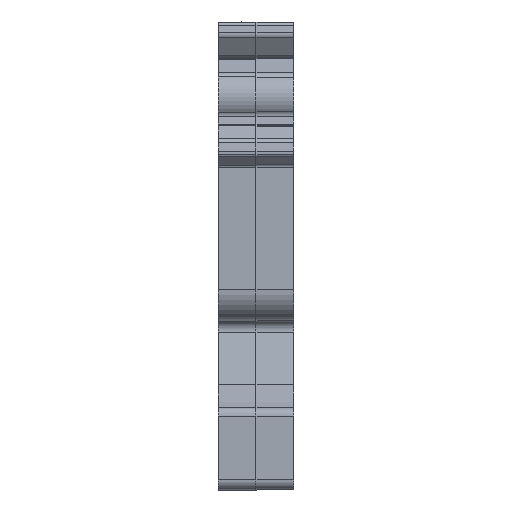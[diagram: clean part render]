
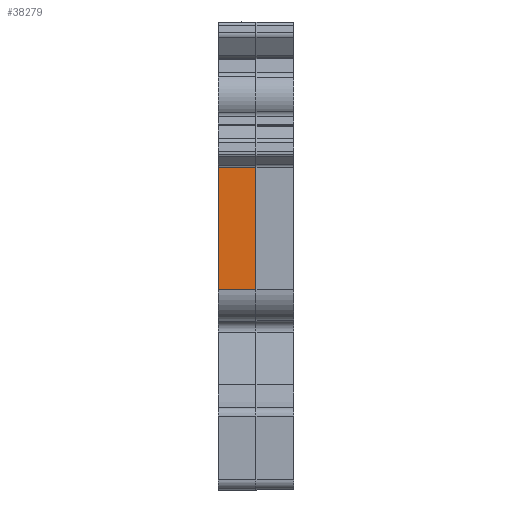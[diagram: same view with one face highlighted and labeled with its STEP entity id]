
A CAD part, left-side view. The second image highlights one B-rep face of the part: STEP entity #38279.
In plain terms, the highlighted planar face has unit normal (-1, 0, 0).
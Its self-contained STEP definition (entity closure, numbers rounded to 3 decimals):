
#672 = ORIENTED_EDGE ( 'NONE', *, *, #753, .T. ) ;
#680 = CARTESIAN_POINT ( 'NONE',  ( -59.2, 3., 8.734 ) ) ;
#753 = EDGE_CURVE ( 'NONE', #37521, #19073, #4164, .T. ) ;
#1651 = EDGE_CURVE ( 'NONE', #37521, #39963, #27621, .T. ) ;
#2043 = ORIENTED_EDGE ( 'NONE', *, *, #44888, .F. ) ;
#3134 = VECTOR ( 'NONE', #15643, 1000. ) ;
#3864 = EDGE_CURVE ( 'NONE', #19073, #7507, #34516, .T. ) ;
#4164 = LINE ( 'NONE', #680, #3134 ) ;
#6442 = LINE ( 'NONE', #37453, #32260 ) ;
#6936 = DIRECTION ( 'NONE',  ( 0., 1., 0. ) ) ;
#7507 = VERTEX_POINT ( 'NONE', #48124 ) ;
#8824 = VECTOR ( 'NONE', #30823, 1000. ) ;
#12882 = CARTESIAN_POINT ( 'NONE',  ( -59.2, 3., 18.488 ) ) ;
#12927 = DIRECTION ( 'NONE',  ( 0., 1., 0. ) ) ;
#14374 = ORIENTED_EDGE ( 'NONE', *, *, #1651, .F. ) ;
#15643 = DIRECTION ( 'NONE',  ( 0., 0., 1. ) ) ;
#15914 = CARTESIAN_POINT ( 'NONE',  ( -59.2, 0., 18.488 ) ) ;
#19073 = VERTEX_POINT ( 'NONE', #12882 ) ;
#19170 = CARTESIAN_POINT ( 'NONE',  ( -59.2, 3., 8.734 ) ) ;
#25516 = CARTESIAN_POINT ( 'NONE',  ( -59.2, 0., 8.734 ) ) ;
#26693 = ORIENTED_EDGE ( 'NONE', *, *, #3864, .T. ) ;
#27621 = LINE ( 'NONE', #46542, #47871 ) ;
#30823 = DIRECTION ( 'NONE',  ( 0., 1., 0. ) ) ;
#31400 = PLANE ( 'NONE',  #35295 ) ;
#32220 = CARTESIAN_POINT ( 'NONE',  ( -59.2, 6., 8.734 ) ) ;
#32260 = VECTOR ( 'NONE', #48534, 1000. ) ;
#34516 = LINE ( 'NONE', #15914, #8824 ) ;
#34909 = EDGE_LOOP ( 'NONE', ( #14374, #672, #26693, #2043 ) ) ;
#35295 = AXIS2_PLACEMENT_3D ( 'NONE', #25516, #39733, #6936 ) ;
#37453 = CARTESIAN_POINT ( 'NONE',  ( -59.2, 6., 8.734 ) ) ;
#37521 = VERTEX_POINT ( 'NONE', #19170 ) ;
#38279 = ADVANCED_FACE ( 'NONE', ( #42710 ), #31400, .T. ) ;
#39733 = DIRECTION ( 'NONE',  ( -1., 0., 0. ) ) ;
#39963 = VERTEX_POINT ( 'NONE', #32220 ) ;
#42710 = FACE_OUTER_BOUND ( 'NONE', #34909, .T. ) ;
#44888 = EDGE_CURVE ( 'NONE', #39963, #7507, #6442, .T. ) ;
#46542 = CARTESIAN_POINT ( 'NONE',  ( -59.2, 0., 8.734 ) ) ;
#47871 = VECTOR ( 'NONE', #12927, 1000. ) ;
#48124 = CARTESIAN_POINT ( 'NONE',  ( -59.2, 6., 18.488 ) ) ;
#48534 = DIRECTION ( 'NONE',  ( 0., 0., 1. ) ) ;
